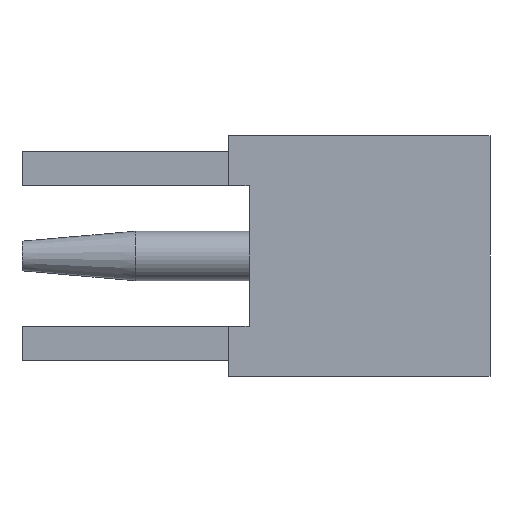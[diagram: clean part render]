
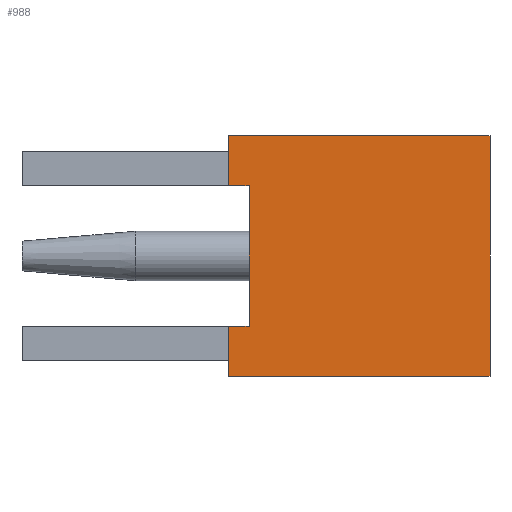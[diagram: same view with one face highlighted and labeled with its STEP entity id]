
A CAD part, front view. The second image highlights one B-rep face of the part: STEP entity #988.
In plain terms, the highlighted planar face has unit normal (0, -1, 0).
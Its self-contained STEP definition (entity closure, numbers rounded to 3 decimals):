
#37=LINE('',#1525,#133);
#43=LINE('',#1538,#139);
#54=LINE('',#1563,#150);
#55=LINE('',#1566,#151);
#56=LINE('',#1568,#152);
#57=LINE('',#1570,#153);
#58=LINE('',#1571,#154);
#59=LINE('',#1572,#155);
#133=VECTOR('',#1191,1000.);
#139=VECTOR('',#1199,1000.);
#150=VECTOR('',#1220,1000.);
#151=VECTOR('',#1221,1000.);
#152=VECTOR('',#1222,1000.);
#153=VECTOR('',#1223,1000.);
#154=VECTOR('',#1224,1000.);
#155=VECTOR('',#1225,1000.);
#224=PLANE('',#1074);
#333=ORIENTED_EDGE('',*,*,#599,.F.);
#334=ORIENTED_EDGE('',*,*,#600,.T.);
#335=ORIENTED_EDGE('',*,*,#601,.F.);
#336=ORIENTED_EDGE('',*,*,#602,.T.);
#337=ORIENTED_EDGE('',*,*,#580,.F.);
#338=ORIENTED_EDGE('',*,*,#603,.F.);
#339=ORIENTED_EDGE('',*,*,#586,.F.);
#340=ORIENTED_EDGE('',*,*,#604,.T.);
#580=EDGE_CURVE('',#711,#712,#37,.T.);
#586=EDGE_CURVE('',#717,#718,#43,.T.);
#599=EDGE_CURVE('',#727,#728,#54,.T.);
#600=EDGE_CURVE('',#727,#729,#55,.T.);
#601=EDGE_CURVE('',#730,#729,#56,.T.);
#602=EDGE_CURVE('',#730,#712,#57,.T.);
#603=EDGE_CURVE('',#718,#711,#58,.T.);
#604=EDGE_CURVE('',#717,#728,#59,.T.);
#711=VERTEX_POINT('',#1524);
#712=VERTEX_POINT('',#1526);
#717=VERTEX_POINT('',#1537);
#718=VERTEX_POINT('',#1539);
#727=VERTEX_POINT('',#1564);
#728=VERTEX_POINT('',#1565);
#729=VERTEX_POINT('',#1567);
#730=VERTEX_POINT('',#1569);
#820=EDGE_LOOP('',(#333,#334,#335,#336,#337,#338,#339,#340));
#898=FACE_BOUND('',#820,.T.);
#988=ADVANCED_FACE('',(#898),#224,.F.);
#1074=AXIS2_PLACEMENT_3D('',#1562,#1218,#1219);
#1191=DIRECTION('',(-1.,0.,0.));
#1199=DIRECTION('',(1.,0.,0.));
#1218=DIRECTION('',(0.,1.,0.));
#1219=DIRECTION('',(0.,0.,1.));
#1220=DIRECTION('',(-1.,0.,0.));
#1221=DIRECTION('',(0.,0.,-1.));
#1222=DIRECTION('',(1.,0.,0.));
#1223=DIRECTION('',(0.,0.,-1.));
#1224=DIRECTION('',(0.,0.,-1.));
#1225=DIRECTION('',(0.,0.,-1.));
#1524=CARTESIAN_POINT('',(1.75,-1.75,-1.75));
#1525=CARTESIAN_POINT('',(1.75,-1.75,-1.75));
#1526=CARTESIAN_POINT('',(-2.05,-1.75,-1.75));
#1537=CARTESIAN_POINT('',(-2.05,-1.75,1.75));
#1538=CARTESIAN_POINT('',(-5.05,-1.75,1.75));
#1539=CARTESIAN_POINT('',(1.75,-1.75,1.75));
#1562=CARTESIAN_POINT('',(0.,-1.75,0.));
#1563=CARTESIAN_POINT('',(0.,-1.75,1.02));
#1564=CARTESIAN_POINT('',(-1.75,-1.75,1.02));
#1565=CARTESIAN_POINT('',(-2.05,-1.75,1.02));
#1566=CARTESIAN_POINT('',(-1.75,-1.75,0.));
#1567=CARTESIAN_POINT('',(-1.75,-1.75,-1.02));
#1568=CARTESIAN_POINT('',(0.,-1.75,-1.02));
#1569=CARTESIAN_POINT('',(-2.05,-1.75,-1.02));
#1570=CARTESIAN_POINT('',(-2.05,-1.75,1.75));
#1571=CARTESIAN_POINT('',(1.75,-1.75,1.75));
#1572=CARTESIAN_POINT('',(-2.05,-1.75,1.75));
